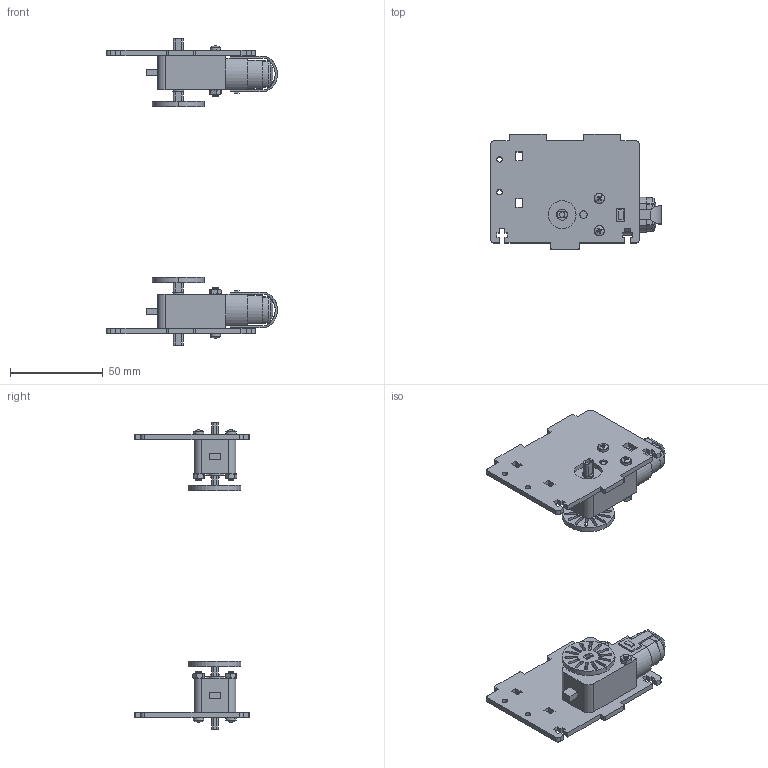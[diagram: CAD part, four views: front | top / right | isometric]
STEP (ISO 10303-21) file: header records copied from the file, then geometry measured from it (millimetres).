
FILE_DESCRIPTION (( 'STEP AP214' ), '1' );
FILE_NAME ('Buoc 5.STEP', '2018-01-27T01:48:09', ( 'Admin' ), ( 'Microsoft' ), 'SwSTEP 2.0', 'SolidWorks 2016', '' );
FILE_SCHEMA (( 'AUTOMOTIVE_DESIGN' ));
Length unit declared in the file: millimetre
Products named in the file (6): hex nut style 1 gradeab_iso_ISO - 4032 - M3 - D - N; pan head cross recess screw_iso_ISO 7045 - M3 x 25 - Z - 25S; SMART_ROBOT_MOTOR; ga dong co vang; Buoc 5; encoder
Assembly tree (14 placements, depth 2):
  Buoc 5
    ga dong co vang  x2
    SMART_ROBOT_MOTOR  x2
    pan head cross recess screw_iso_ISO 7045 - M3 x 25 - Z - 25S  x4
    hex nut style 1 gradeab_iso_ISO - 4032 - M3 - D - N  x4
    encoder  x2
Bounding box: 91.89 x 62 x 164.79 mm (x, y, z)
Volume: 72822.6 mm3; surface area: 39196.8 mm2
Topology: 14 solids, 14 shells, 2518 faces, 6664 edges, 4244 vertices
Faces by surface type: cone 884, plane 704, cylinder 634, bspline 264, sphere 16, torus 16
Entity records: 35425 total; most frequent: CARTESIAN_POINT 12272, ORIENTED_EDGE 4788, DIRECTION 4433, EDGE_CURVE 2394, AXIS2_PLACEMENT_3D 1563, VERTEX_POINT 1544, LINE 1307, VECTOR 1307
